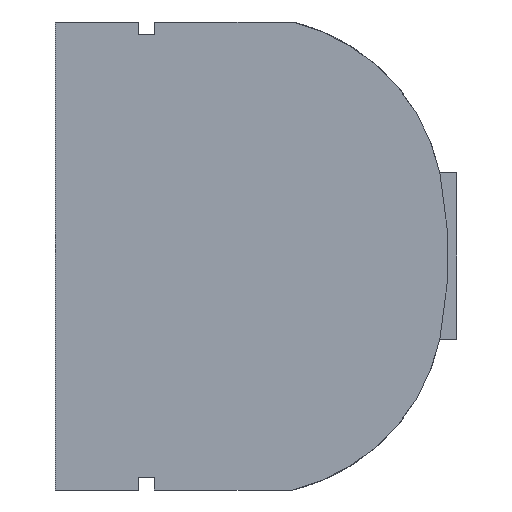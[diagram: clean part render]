
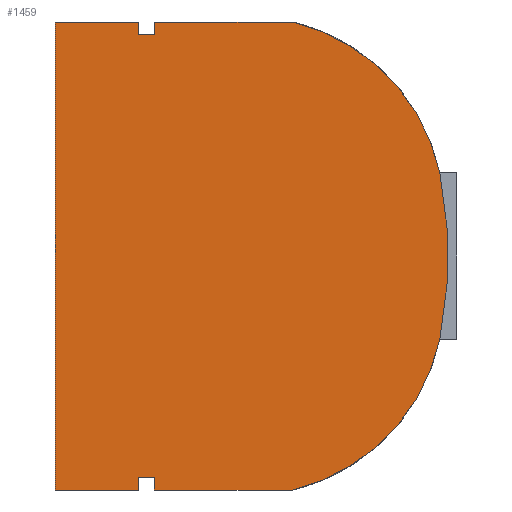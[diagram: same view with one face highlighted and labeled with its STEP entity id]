
A CAD part, front view. The second image highlights one B-rep face of the part: STEP entity #1459.
In plain terms, the highlighted planar face has unit normal (0, -1, 0).
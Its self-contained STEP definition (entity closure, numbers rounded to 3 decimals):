
#86=PLANE('',#1572);
#166=FACE_OUTER_BOUND('',#255,.T.);
#255=EDGE_LOOP('',(#1210,#1211,#1212,#1213,#1214,#1215,#1216,#1217,#1218,
#1219,#1220,#1221,#1222,#1223));
#391=LINE('',#2510,#560);
#392=LINE('',#2512,#561);
#393=LINE('',#2514,#562);
#394=LINE('',#2516,#563);
#395=LINE('',#2518,#564);
#396=LINE('',#2520,#565);
#397=LINE('',#2522,#566);
#398=LINE('',#2524,#567);
#399=LINE('',#2526,#568);
#400=LINE('',#2528,#569);
#401=LINE('',#2529,#570);
#560=VECTOR('',#1832,10.);
#561=VECTOR('',#1833,10.);
#562=VECTOR('',#1834,10.);
#563=VECTOR('',#1835,10.);
#564=VECTOR('',#1836,10.);
#565=VECTOR('',#1837,10.);
#566=VECTOR('',#1838,10.);
#567=VECTOR('',#1839,10.);
#568=VECTOR('',#1840,10.);
#569=VECTOR('',#1841,10.);
#570=VECTOR('',#1842,10.);
#634=CIRCLE('',#1518,33.245);
#643=CIRCLE('',#1569,15.42);
#645=CIRCLE('',#1573,15.42);
#652=VERTEX_POINT('',#2002);
#653=VERTEX_POINT('',#2003);
#725=VERTEX_POINT('',#2499);
#727=VERTEX_POINT('',#2507);
#728=VERTEX_POINT('',#2509);
#729=VERTEX_POINT('',#2511);
#730=VERTEX_POINT('',#2513);
#731=VERTEX_POINT('',#2515);
#732=VERTEX_POINT('',#2517);
#733=VERTEX_POINT('',#2519);
#734=VERTEX_POINT('',#2521);
#735=VERTEX_POINT('',#2523);
#736=VERTEX_POINT('',#2525);
#737=VERTEX_POINT('',#2527);
#782=EDGE_CURVE('',#652,#653,#634,.T.);
#896=EDGE_CURVE('',#652,#725,#643,.T.);
#900=EDGE_CURVE('',#727,#653,#645,.T.);
#901=EDGE_CURVE('',#728,#727,#391,.T.);
#902=EDGE_CURVE('',#729,#728,#392,.T.);
#903=EDGE_CURVE('',#730,#729,#393,.T.);
#904=EDGE_CURVE('',#731,#730,#394,.T.);
#905=EDGE_CURVE('',#732,#731,#395,.T.);
#906=EDGE_CURVE('',#732,#733,#396,.T.);
#907=EDGE_CURVE('',#733,#734,#397,.T.);
#908=EDGE_CURVE('',#735,#734,#398,.T.);
#909=EDGE_CURVE('',#736,#735,#399,.T.);
#910=EDGE_CURVE('',#737,#736,#400,.T.);
#911=EDGE_CURVE('',#737,#725,#401,.T.);
#1210=ORIENTED_EDGE('',*,*,#900,.F.);
#1211=ORIENTED_EDGE('',*,*,#901,.F.);
#1212=ORIENTED_EDGE('',*,*,#902,.F.);
#1213=ORIENTED_EDGE('',*,*,#903,.F.);
#1214=ORIENTED_EDGE('',*,*,#904,.F.);
#1215=ORIENTED_EDGE('',*,*,#905,.F.);
#1216=ORIENTED_EDGE('',*,*,#906,.T.);
#1217=ORIENTED_EDGE('',*,*,#907,.T.);
#1218=ORIENTED_EDGE('',*,*,#908,.F.);
#1219=ORIENTED_EDGE('',*,*,#909,.F.);
#1220=ORIENTED_EDGE('',*,*,#910,.F.);
#1221=ORIENTED_EDGE('',*,*,#911,.T.);
#1222=ORIENTED_EDGE('',*,*,#896,.F.);
#1223=ORIENTED_EDGE('',*,*,#782,.T.);
#1459=ADVANCED_FACE('',(#166),#86,.F.);
#1518=AXIS2_PLACEMENT_3D('',#2004,#1625,#1626);
#1569=AXIS2_PLACEMENT_3D('',#2500,#1820,#1821);
#1572=AXIS2_PLACEMENT_3D('',#2506,#1828,#1829);
#1573=AXIS2_PLACEMENT_3D('',#2508,#1830,#1831);
#1625=DIRECTION('center_axis',(0.,-1.,0.));
#1626=DIRECTION('ref_axis',(0.981,0.,-0.196));
#1820=DIRECTION('center_axis',(0.,1.,0.));
#1821=DIRECTION('ref_axis',(0.978,0.,0.211));
#1828=DIRECTION('center_axis',(0.,1.,0.));
#1829=DIRECTION('ref_axis',(1.,0.,0.));
#1830=DIRECTION('center_axis',(0.,1.,0.));
#1831=DIRECTION('ref_axis',(0.232,0.,0.973));
#1832=DIRECTION('',(1.,0.,0.));
#1833=DIRECTION('',(0.,0.,1.));
#1834=DIRECTION('',(1.,0.,0.));
#1835=DIRECTION('',(0.,0.,-1.));
#1836=DIRECTION('',(1.,0.,0.));
#1837=DIRECTION('',(0.,0.,-1.));
#1838=DIRECTION('',(1.,0.,0.));
#1839=DIRECTION('',(0.,0.,-1.));
#1840=DIRECTION('',(-1.,0.,0.));
#1841=DIRECTION('',(0.,0.,1.));
#1842=DIRECTION('',(1.,0.,0.));
#2002=CARTESIAN_POINT('',(30.,0.,11.75));
#2003=CARTESIAN_POINT('',(30.,0.,24.75));
#2004=CARTESIAN_POINT('Origin',(-2.603,0.,18.25));
#2499=CARTESIAN_POINT('',(18.5,0.,0.));
#2500=CARTESIAN_POINT('Origin',(14.927,0.,15.));
#2506=CARTESIAN_POINT('Origin',(15.666,0.,18.25));
#2507=CARTESIAN_POINT('',(18.5,0.,36.5));
#2508=CARTESIAN_POINT('Origin',(14.927,0.,21.5));
#2509=CARTESIAN_POINT('',(7.75,0.,36.5));
#2510=CARTESIAN_POINT('',(0.,0.,36.5));
#2511=CARTESIAN_POINT('',(7.75,0.,35.5));
#2512=CARTESIAN_POINT('',(7.75,0.,35.5));
#2513=CARTESIAN_POINT('',(6.5,0.,35.5));
#2514=CARTESIAN_POINT('',(6.5,0.,35.5));
#2515=CARTESIAN_POINT('',(6.5,0.,36.5));
#2516=CARTESIAN_POINT('',(6.5,0.,36.5));
#2517=CARTESIAN_POINT('',(0.,0.,36.5));
#2518=CARTESIAN_POINT('',(0.,0.,36.5));
#2519=CARTESIAN_POINT('',(0.,0.,0.));
#2520=CARTESIAN_POINT('',(0.,0.,36.5));
#2521=CARTESIAN_POINT('',(6.5,0.,0.));
#2522=CARTESIAN_POINT('',(0.,0.,0.));
#2523=CARTESIAN_POINT('',(6.5,0.,1.));
#2524=CARTESIAN_POINT('',(6.5,0.,1.));
#2525=CARTESIAN_POINT('',(7.75,0.,1.));
#2526=CARTESIAN_POINT('',(7.75,0.,1.));
#2527=CARTESIAN_POINT('',(7.75,0.,0.));
#2528=CARTESIAN_POINT('',(7.75,0.,0.));
#2529=CARTESIAN_POINT('',(0.,0.,0.));
